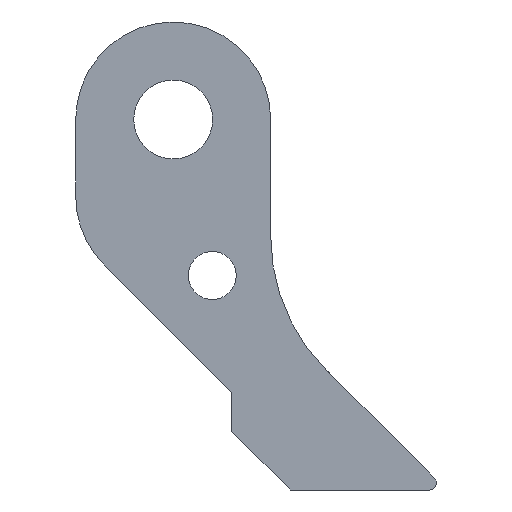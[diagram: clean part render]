
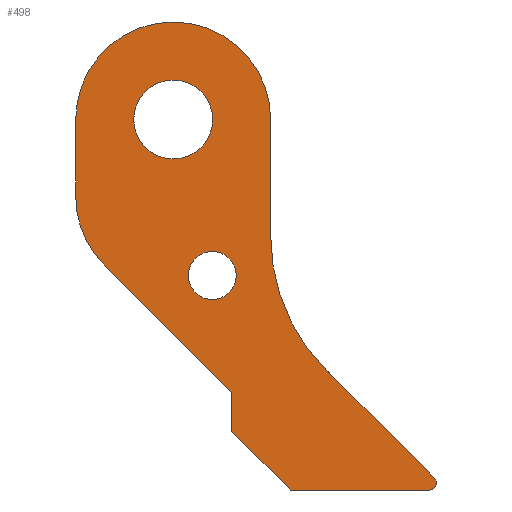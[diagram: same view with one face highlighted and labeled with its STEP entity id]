
A CAD part, left-side view. The second image highlights one B-rep face of the part: STEP entity #498.
In plain terms, the highlighted planar face has unit normal (-1, 0, 0).
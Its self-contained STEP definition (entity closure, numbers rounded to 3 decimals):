
#15=FACE_BOUND('',#86,.T.);
#16=FACE_BOUND('',#87,.T.);
#24=CIRCLE('',#542,0.36);
#25=CIRCLE('',#544,9.657);
#26=CIRCLE('',#545,5.);
#27=CIRCLE('',#546,5.);
#28=CIRCLE('',#547,2.025);
#29=CIRCLE('',#548,1.23);
#59=FACE_OUTER_BOUND('',#85,.T.);
#85=EDGE_LOOP('',(#348,#349,#350,#351,#352,#353,#354,#355,#356,#357,#358));
#86=EDGE_LOOP('',(#359));
#87=EDGE_LOOP('',(#360));
#122=LINE('',#751,#172);
#126=LINE('',#764,#176);
#127=LINE('',#768,#177);
#128=LINE('',#772,#178);
#129=LINE('',#775,#179);
#130=LINE('',#777,#180);
#131=LINE('',#778,#181);
#172=VECTOR('',#598,10.);
#176=VECTOR('',#610,10.);
#177=VECTOR('',#613,10.);
#178=VECTOR('',#616,10.);
#179=VECTOR('',#619,10.);
#180=VECTOR('',#620,10.);
#181=VECTOR('',#621,10.);
#222=VERTEX_POINT('',#748);
#223=VERTEX_POINT('',#750);
#226=VERTEX_POINT('',#757);
#227=VERTEX_POINT('',#759);
#228=VERTEX_POINT('',#763);
#229=VERTEX_POINT('',#765);
#230=VERTEX_POINT('',#767);
#231=VERTEX_POINT('',#769);
#232=VERTEX_POINT('',#771);
#233=VERTEX_POINT('',#774);
#234=VERTEX_POINT('',#776);
#235=VERTEX_POINT('',#779);
#236=VERTEX_POINT('',#781);
#270=EDGE_CURVE('',#223,#222,#122,.T.);
#274=EDGE_CURVE('',#226,#227,#24,.T.);
#276=EDGE_CURVE('',#226,#228,#126,.T.);
#277=EDGE_CURVE('',#228,#229,#25,.T.);
#278=EDGE_CURVE('',#229,#230,#127,.T.);
#279=EDGE_CURVE('',#231,#230,#26,.T.);
#280=EDGE_CURVE('',#231,#232,#128,.T.);
#281=EDGE_CURVE('',#223,#232,#27,.T.);
#282=EDGE_CURVE('',#222,#233,#129,.T.);
#283=EDGE_CURVE('',#233,#234,#130,.T.);
#284=EDGE_CURVE('',#234,#227,#131,.T.);
#285=EDGE_CURVE('',#235,#235,#28,.T.);
#286=EDGE_CURVE('',#236,#236,#29,.T.);
#348=ORIENTED_EDGE('',*,*,#274,.F.);
#349=ORIENTED_EDGE('',*,*,#276,.T.);
#350=ORIENTED_EDGE('',*,*,#277,.T.);
#351=ORIENTED_EDGE('',*,*,#278,.T.);
#352=ORIENTED_EDGE('',*,*,#279,.F.);
#353=ORIENTED_EDGE('',*,*,#280,.T.);
#354=ORIENTED_EDGE('',*,*,#281,.F.);
#355=ORIENTED_EDGE('',*,*,#270,.T.);
#356=ORIENTED_EDGE('',*,*,#282,.T.);
#357=ORIENTED_EDGE('',*,*,#283,.T.);
#358=ORIENTED_EDGE('',*,*,#284,.T.);
#359=ORIENTED_EDGE('',*,*,#285,.T.);
#360=ORIENTED_EDGE('',*,*,#286,.T.);
#482=PLANE('',#543);
#498=ADVANCED_FACE('',(#59,#15,#16),#482,.F.);
#542=AXIS2_PLACEMENT_3D('',#760,#605,#606);
#543=AXIS2_PLACEMENT_3D('',#762,#608,#609);
#544=AXIS2_PLACEMENT_3D('',#766,#611,#612);
#545=AXIS2_PLACEMENT_3D('',#770,#614,#615);
#546=AXIS2_PLACEMENT_3D('',#773,#617,#618);
#547=AXIS2_PLACEMENT_3D('',#780,#622,#623);
#548=AXIS2_PLACEMENT_3D('',#782,#624,#625);
#598=DIRECTION('',(0.,-0.707,-0.707));
#605=DIRECTION('center_axis',(1.,0.,0.));
#606=DIRECTION('ref_axis',(0.,0.,-1.));
#608=DIRECTION('center_axis',(1.,0.,0.));
#609=DIRECTION('ref_axis',(0.,0.,-1.));
#610=DIRECTION('',(0.,0.707,0.707));
#611=DIRECTION('center_axis',(1.,0.,0.));
#612=DIRECTION('ref_axis',(0.,-0.707,0.707));
#613=DIRECTION('',(0.,0.,1.));
#614=DIRECTION('center_axis',(1.,0.,0.));
#615=DIRECTION('ref_axis',(0.,-0.707,0.707));
#616=DIRECTION('',(0.,0.,-1.));
#617=DIRECTION('center_axis',(1.,0.,0.));
#618=DIRECTION('ref_axis',(0.,0.924,-0.383));
#619=DIRECTION('',(0.,0.,-1.));
#620=DIRECTION('',(0.,-0.707,-0.707));
#621=DIRECTION('',(0.,-1.,0.));
#622=DIRECTION('center_axis',(1.,0.,0.));
#623=DIRECTION('ref_axis',(0.,0.,1.));
#624=DIRECTION('center_axis',(1.,0.,0.));
#625=DIRECTION('ref_axis',(0.,0.,1.));
#748=CARTESIAN_POINT('',(-33.5,0.,5.));
#750=CARTESIAN_POINT('',(-33.5,6.536,11.536));
#751=CARTESIAN_POINT('',(-33.5,0.,5.));
#757=CARTESIAN_POINT('',(-33.5,-10.385,0.615));
#759=CARTESIAN_POINT('',(-33.5,-10.131,0.));
#760=CARTESIAN_POINT('Origin',(-33.5,-10.131,0.36));
#762=CARTESIAN_POINT('Origin',(-33.5,0.01,11.836));
#763=CARTESIAN_POINT('',(-33.5,-4.828,6.172));
#764=CARTESIAN_POINT('',(-33.5,-4.828,6.172));
#765=CARTESIAN_POINT('',(-33.5,-2.,13.));
#766=CARTESIAN_POINT('Origin',(-33.5,-11.657,13.));
#767=CARTESIAN_POINT('',(-33.5,-2.,19.));
#768=CARTESIAN_POINT('',(-33.5,-2.,24.));
#769=CARTESIAN_POINT('',(-33.5,8.,19.));
#770=CARTESIAN_POINT('Origin',(-33.5,3.,19.));
#771=CARTESIAN_POINT('',(-33.5,8.,15.071));
#772=CARTESIAN_POINT('',(-33.5,8.,13.));
#773=CARTESIAN_POINT('Origin',(-33.5,3.,15.071));
#774=CARTESIAN_POINT('',(-33.5,0.,3.));
#775=CARTESIAN_POINT('',(-33.5,0.,3.));
#776=CARTESIAN_POINT('',(-33.5,-3.,0.));
#777=CARTESIAN_POINT('',(-33.5,-3.,0.));
#778=CARTESIAN_POINT('',(-33.5,-10.5,0.));
#779=CARTESIAN_POINT('',(-33.5,3.,16.975));
#780=CARTESIAN_POINT('Origin',(-33.5,3.,19.));
#781=CARTESIAN_POINT('',(-33.5,1.,9.771));
#782=CARTESIAN_POINT('Origin',(-33.5,1.,11.));
